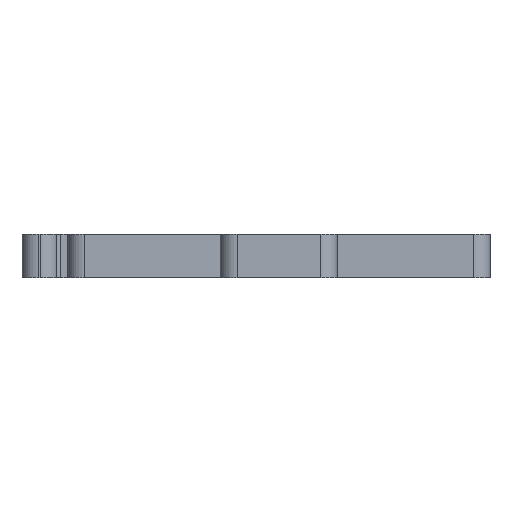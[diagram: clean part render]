
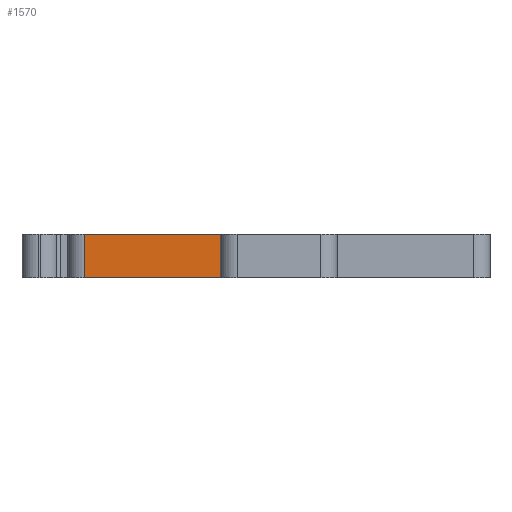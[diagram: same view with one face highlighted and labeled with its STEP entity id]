
A CAD part, front view. The second image highlights one B-rep face of the part: STEP entity #1570.
In plain terms, the highlighted planar face has unit normal (0, -1, 0).
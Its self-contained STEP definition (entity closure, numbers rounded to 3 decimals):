
#202=FACE_OUTER_BOUND('',#293,.T.);
#293=EDGE_LOOP('',(#1239,#1240,#1241,#1242));
#387=LINE('',#2426,#533);
#426=LINE('',#2554,#572);
#436=LINE('',#2583,#582);
#437=LINE('',#2584,#583);
#533=VECTOR('',#1919,10.);
#572=VECTOR('',#2046,10.);
#582=VECTOR('',#2080,10.);
#583=VECTOR('',#2081,10.);
#703=VERTEX_POINT('',#2423);
#704=VERTEX_POINT('',#2425);
#749=VERTEX_POINT('',#2551);
#756=VERTEX_POINT('',#2582);
#865=EDGE_CURVE('',#703,#704,#387,.T.);
#930=EDGE_CURVE('',#749,#704,#426,.T.);
#944=EDGE_CURVE('',#756,#703,#436,.T.);
#945=EDGE_CURVE('',#749,#756,#437,.T.);
#1239=ORIENTED_EDGE('',*,*,#930,.T.);
#1240=ORIENTED_EDGE('',*,*,#865,.F.);
#1241=ORIENTED_EDGE('',*,*,#944,.F.);
#1242=ORIENTED_EDGE('',*,*,#945,.F.);
#1518=PLANE('',#1730);
#1570=ADVANCED_FACE('',(#202),#1518,.T.);
#1730=AXIS2_PLACEMENT_3D('',#2581,#2078,#2079);
#1919=DIRECTION('',(1.,0.,0.));
#2046=DIRECTION('',(0.,0.,1.));
#2078=DIRECTION('center_axis',(0.,-1.,0.));
#2079=DIRECTION('ref_axis',(1.,0.,0.));
#2080=DIRECTION('',(0.,0.,1.));
#2081=DIRECTION('',(-1.,0.,0.));
#2423=CARTESIAN_POINT('',(-23.65,-25.2,5.1));
#2425=CARTESIAN_POINT('',(-5.65,-25.2,5.1));
#2426=CARTESIAN_POINT('',(-0.65,-25.2,5.1));
#2551=CARTESIAN_POINT('',(-5.65,-25.2,0.));
#2554=CARTESIAN_POINT('',(-5.65,-25.2,2.55));
#2581=CARTESIAN_POINT('Origin',(-23.65,-25.2,0.));
#2582=CARTESIAN_POINT('',(-23.65,-25.2,0.));
#2583=CARTESIAN_POINT('',(-23.65,-25.2,0.));
#2584=CARTESIAN_POINT('',(-0.65,-25.2,0.));
